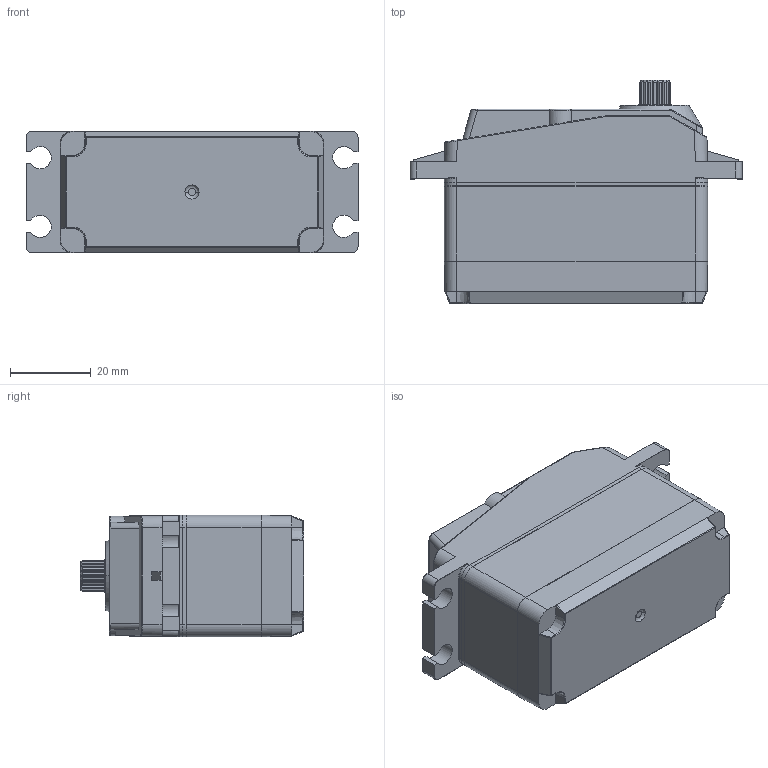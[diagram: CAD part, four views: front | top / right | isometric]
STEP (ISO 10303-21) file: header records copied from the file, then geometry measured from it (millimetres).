
FILE_DESCRIPTION((''),'2;1');
FILE_NAME('ASM-DANZHOU_ASM','2019-01-03T',('Administrator'),(''),'CREO PARAMETRIC BY PTC INC, 2014350','CREO PARAMETRIC BY PTC INC, 2014350','');
FILE_SCHEMA(('CONFIG_CONTROL_DESIGN'));
Length unit declared in the file: millimetre
Products named in the file (5): SG-YOUYI; ZK-LV-YOUYI; DG-YOUYI; GE; ASM-DANZHOU_ASM
Assembly tree (4 placements, depth 2):
  ASM-DANZHOU_ASM
    SG-YOUYI
    ZK-LV-YOUYI
    DG-YOUYI
    GE
Bounding box: 82 x 55.2 x 30 mm (x, y, z)
Volume: 53674.8 mm3; surface area: 26731.5 mm2
Topology: 4 solids, 4 shells, 642 faces, 1744 edges, 1127 vertices
Faces by surface type: cylinder 283, plane 221, extrusion 78, cone 28, bspline 14, torus 10, sphere 8
Entity records: 23087 total; most frequent: CARTESIAN_POINT 6947, ORIENTED_EDGE 3488, DIRECTION 3185, EDGE_CURVE 1744, VERTEX_POINT 1127, AXIS2_PLACEMENT_3D 1120, VECTOR 945, LINE 867
